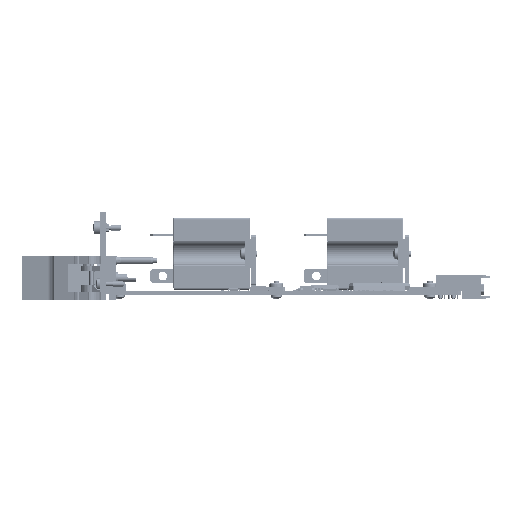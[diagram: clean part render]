
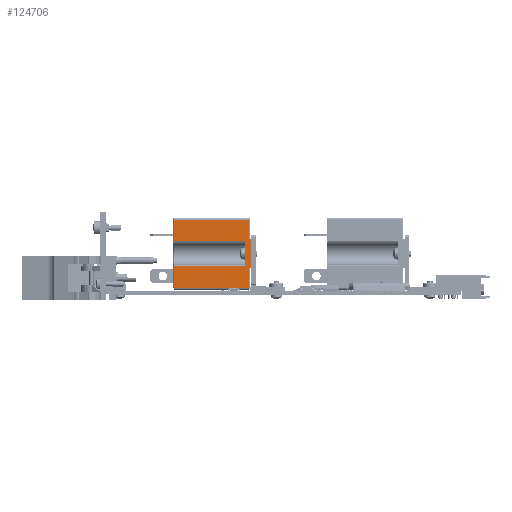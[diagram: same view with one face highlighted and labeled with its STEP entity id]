
A CAD part, front view. The second image highlights one B-rep face of the part: STEP entity #124706.
In plain terms, the highlighted planar face has unit normal (0, -1, 0).
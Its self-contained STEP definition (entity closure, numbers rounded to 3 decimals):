
#6077 = VERTEX_POINT ( 'NONE', #216268 ) ;
#6086 = VERTEX_POINT ( 'NONE', #217599 ) ;
#6098 = VERTEX_POINT ( 'NONE', #217944 ) ;
#6107 = VERTEX_POINT ( 'NONE', #217997 ) ;
#6122 = VERTEX_POINT ( 'NONE', #217636 ) ;
#6173 = VERTEX_POINT ( 'NONE', #217938 ) ;
#32581 = CARTESIAN_POINT ( 'NONE',  ( -50.175, 8.003, -77.997 ) ) ;
#32615 = CARTESIAN_POINT ( 'NONE',  ( -14.875, 8.003, -77.197 ) ) ;
#36564 = VERTEX_POINT ( 'NONE', #96882 ) ;
#42606 = VERTEX_POINT ( 'NONE', #207681 ) ;
#59356 = CARTESIAN_POINT ( 'NONE',  ( -16.175, 8.003, -68.332 ) ) ;
#82144 = VERTEX_POINT ( 'NONE', #102389 ) ;
#83267 = VERTEX_POINT ( 'NONE', #59356 ) ;
#83905 = VERTEX_POINT ( 'NONE', #32581 ) ;
#84324 = VERTEX_POINT ( 'NONE', #32615 ) ;
#93219 = FACE_OUTER_BOUND ( 'NONE', #108333, .T. ) ;
#94300 = ORIENTED_EDGE ( 'NONE', *, *, #129394, .T. ) ;
#94302 = ORIENTED_EDGE ( 'NONE', *, *, #129390, .T. ) ;
#94305 = ORIENTED_EDGE ( 'NONE', *, *, #128937, .T. ) ;
#94308 = ORIENTED_EDGE ( 'NONE', *, *, #128946, .T. ) ;
#94311 = ORIENTED_EDGE ( 'NONE', *, *, #128826, .T. ) ;
#94314 = ORIENTED_EDGE ( 'NONE', *, *, #128818, .T. ) ;
#94316 = ORIENTED_EDGE ( 'NONE', *, *, #128794, .T. ) ;
#94319 = ORIENTED_EDGE ( 'NONE', *, *, #129397, .T. ) ;
#94321 = ORIENTED_EDGE ( 'NONE', *, *, #128777, .F. ) ;
#94324 = ORIENTED_EDGE ( 'NONE', *, *, #128700, .T. ) ;
#94326 = AXIS2_PLACEMENT_3D ( 'NONE', #100096, #100100, #100104 ) ;
#94327 = ORIENTED_EDGE ( 'NONE', *, *, #129400, .F. ) ;
#94330 = ORIENTED_EDGE ( 'NONE', *, *, #128844, .F. ) ;
#96882 = CARTESIAN_POINT ( 'NONE',  ( -16.175, 8.003, -77.197 ) ) ;
#100071 = PLANE ( 'NONE',  #94326 ) ;
#100096 = CARTESIAN_POINT ( 'NONE',  ( -15.675, 8.003, -99.332 ) ) ;
#100100 = DIRECTION ( 'NONE',  ( 0., 1., 0. ) ) ;
#100104 = DIRECTION ( 'NONE',  ( -1., 0., 0. ) ) ;
#102389 = CARTESIAN_POINT ( 'NONE',  ( -50.175, 8.003, -68.332 ) ) ;
#108333 = EDGE_LOOP ( 'NONE', ( #94300, #94302, #94305, #94308, #94311, #94314, #94316, #94319, #94321, #94324, #94327, #94330 ) ) ;
#124706 = ADVANCED_FACE ( 'NONE', ( #93219 ), #100071, .F. ) ;
#128700 = EDGE_CURVE ( 'NONE', #6077, #6098, #154828, .T. ) ;
#128777 = EDGE_CURVE ( 'NONE', #6077, #6107, #155011, .T. ) ;
#128794 = EDGE_CURVE ( 'NONE', #6173, #6086, #155065, .T. ) ;
#128818 = EDGE_CURVE ( 'NONE', #42606, #6173, #155107, .T. ) ;
#128826 = EDGE_CURVE ( 'NONE', #83905, #42606, #155129, .T. ) ;
#128844 = EDGE_CURVE ( 'NONE', #84324, #6122, #155150, .T. ) ;
#128937 = EDGE_CURVE ( 'NONE', #83267, #82144, #155301, .T. ) ;
#128946 = EDGE_CURVE ( 'NONE', #82144, #83905, #155309, .T. ) ;
#129390 = EDGE_CURVE ( 'NONE', #36564, #83267, #155970, .T. ) ;
#129394 = EDGE_CURVE ( 'NONE', #84324, #36564, #155978, .T. ) ;
#129397 = EDGE_CURVE ( 'NONE', #6086, #6107, #155990, .T. ) ;
#129400 = EDGE_CURVE ( 'NONE', #6122, #6098, #155996, .T. ) ;
#154828 = LINE ( 'NONE', #169849, #154863 ) ;
#154863 = VECTOR ( 'NONE', #169819, 1000. ) ;
#155011 = LINE ( 'NONE', #170149, #155030 ) ;
#155030 = VECTOR ( 'NONE', #170132, 1000. ) ;
#155065 = LINE ( 'NONE', #170226, #155075 ) ;
#155075 = VECTOR ( 'NONE', #170210, 1000. ) ;
#155107 = LINE ( 'NONE', #170272, #155114 ) ;
#155114 = VECTOR ( 'NONE', #170290, 1000. ) ;
#155129 = LINE ( 'NONE', #170314, #155134 ) ;
#155134 = VECTOR ( 'NONE', #170333, 1000. ) ;
#155150 = LINE ( 'NONE', #170370, #155165 ) ;
#155165 = VECTOR ( 'NONE', #170373, 1000. ) ;
#155301 = LINE ( 'NONE', #170805, #155303 ) ;
#155303 = VECTOR ( 'NONE', #170751, 1000. ) ;
#155309 = LINE ( 'NONE', #170812, #155313 ) ;
#155313 = VECTOR ( 'NONE', #170830, 1000. ) ;
#155970 = LINE ( 'NONE', #174443, #155976 ) ;
#155976 = VECTOR ( 'NONE', #174447, 1000. ) ;
#155978 = LINE ( 'NONE', #174455, #155987 ) ;
#155987 = VECTOR ( 'NONE', #174458, 1000. ) ;
#155990 = LINE ( 'NONE', #174466, #155998 ) ;
#155996 = LINE ( 'NONE', #174472, #156002 ) ;
#155998 = VECTOR ( 'NONE', #174470, 1000. ) ;
#156002 = VECTOR ( 'NONE', #174475, 1000. ) ;
#169819 = DIRECTION ( 'NONE',  ( 0., 0., 1. ) ) ;
#169849 = CARTESIAN_POINT ( 'NONE',  ( -16.175, 8.003, -99.332 ) ) ;
#170132 = DIRECTION ( 'NONE',  ( -1., 0., 0. ) ) ;
#170149 = CARTESIAN_POINT ( 'NONE',  ( -15.675, 8.003, -99.332 ) ) ;
#170210 = DIRECTION ( 'NONE',  ( -1., 0., 0. ) ) ;
#170226 = CARTESIAN_POINT ( 'NONE',  ( -50.675, 8.003, -89.582 ) ) ;
#170272 = CARTESIAN_POINT ( 'NONE',  ( -17.875, 8.003, -89.082 ) ) ;
#170290 = DIRECTION ( 'NONE',  ( 0., 0., -1. ) ) ;
#170314 = CARTESIAN_POINT ( 'NONE',  ( -17.875, 8.003, -77.997 ) ) ;
#170333 = DIRECTION ( 'NONE',  ( 1., 0., 0. ) ) ;
#170370 = CARTESIAN_POINT ( 'NONE',  ( -14.875, 8.003, -90.382 ) ) ;
#170373 = DIRECTION ( 'NONE',  ( 0., 0., -1. ) ) ;
#170751 = DIRECTION ( 'NONE',  ( -1., 0., 0. ) ) ;
#170805 = CARTESIAN_POINT ( 'NONE',  ( -15.675, 8.003, -68.332 ) ) ;
#170812 = CARTESIAN_POINT ( 'NONE',  ( -50.175, 8.003, -78.497 ) ) ;
#170830 = DIRECTION ( 'NONE',  ( 0., 0., -1. ) ) ;
#174443 = CARTESIAN_POINT ( 'NONE',  ( -16.175, 8.003, -99.332 ) ) ;
#174447 = DIRECTION ( 'NONE',  ( 0., 0., 1. ) ) ;
#174455 = CARTESIAN_POINT ( 'NONE',  ( -14.875, 8.003, -77.197 ) ) ;
#174458 = DIRECTION ( 'NONE',  ( -1., 0., 0. ) ) ;
#174466 = CARTESIAN_POINT ( 'NONE',  ( -50.175, 8.003, -99.332 ) ) ;
#174470 = DIRECTION ( 'NONE',  ( 0., 0., -1. ) ) ;
#174472 = CARTESIAN_POINT ( 'NONE',  ( -14.875, 8.003, -90.382 ) ) ;
#174475 = DIRECTION ( 'NONE',  ( -1., 0., 0. ) ) ;
#207681 = CARTESIAN_POINT ( 'NONE',  ( -17.875, 8.003, -77.997 ) ) ;
#216268 = CARTESIAN_POINT ( 'NONE',  ( -16.175, 8.003, -99.332 ) ) ;
#217599 = CARTESIAN_POINT ( 'NONE',  ( -50.175, 8.003, -89.582 ) ) ;
#217636 = CARTESIAN_POINT ( 'NONE',  ( -14.875, 8.003, -90.382 ) ) ;
#217938 = CARTESIAN_POINT ( 'NONE',  ( -17.875, 8.003, -89.582 ) ) ;
#217944 = CARTESIAN_POINT ( 'NONE',  ( -16.175, 8.003, -90.382 ) ) ;
#217997 = CARTESIAN_POINT ( 'NONE',  ( -50.175, 8.003, -99.332 ) ) ;
